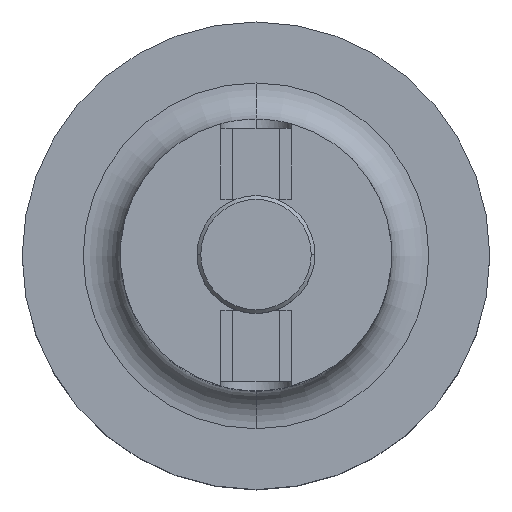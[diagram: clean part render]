
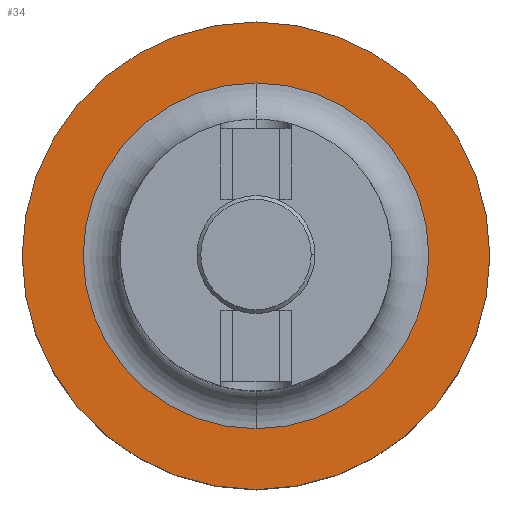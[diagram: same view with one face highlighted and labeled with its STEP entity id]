
A CAD part, top view. The second image highlights one B-rep face of the part: STEP entity #34.
In plain terms, the highlighted planar face has unit normal (0, 0, 1).
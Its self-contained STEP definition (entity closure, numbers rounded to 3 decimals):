
#34 = ADVANCED_FACE ( 'NONE', ( #1385, #211 ), #269, .T. ) ;
#45 = VERTEX_POINT ( 'NONE', #647 ) ;
#78 = DIRECTION ( 'NONE',  ( 0., -1., 0. ) ) ;
#136 = DIRECTION ( 'NONE',  ( 0., 0., -1. ) ) ;
#182 = EDGE_LOOP ( 'NONE', ( #307, #351 ) ) ;
#183 = EDGE_CURVE ( 'NONE', #45, #1520, #1388, .T. ) ;
#211 = FACE_OUTER_BOUND ( 'NONE', #182, .T. ) ;
#221 = CARTESIAN_POINT ( 'NONE',  ( 0., 0., 26. ) ) ;
#269 = PLANE ( 'NONE',  #474 ) ;
#307 = ORIENTED_EDGE ( 'NONE', *, *, #2266, .F. ) ;
#329 = CIRCLE ( 'NONE', #1357, 31.5 ) ;
#336 = EDGE_CURVE ( 'NONE', #2135, #809, #329, .T. ) ;
#351 = ORIENTED_EDGE ( 'NONE', *, *, #336, .F. ) ;
#393 = DIRECTION ( 'NONE',  ( 0., 0., -1. ) ) ;
#459 = CARTESIAN_POINT ( 'NONE',  ( 0., 18.288, 26. ) ) ;
#474 = AXIS2_PLACEMENT_3D ( 'NONE', #459, #1366, #78 ) ;
#480 = CARTESIAN_POINT ( 'NONE',  ( 0., 0., 26. ) ) ;
#647 = CARTESIAN_POINT ( 'NONE',  ( 0., 23.288, 26. ) ) ;
#649 = ORIENTED_EDGE ( 'NONE', *, *, #1410, .T. ) ;
#650 = DIRECTION ( 'NONE',  ( 0., 1., 0. ) ) ;
#662 = DIRECTION ( 'NONE',  ( 0., -1., 0. ) ) ;
#809 = VERTEX_POINT ( 'NONE', #882 ) ;
#810 = CARTESIAN_POINT ( 'NONE',  ( 0., 0., 26. ) ) ;
#816 = CIRCLE ( 'NONE', #1260, 31.5 ) ;
#882 = CARTESIAN_POINT ( 'NONE',  ( 0., 31.5, 26. ) ) ;
#1260 = AXIS2_PLACEMENT_3D ( 'NONE', #221, #1467, #1631 ) ;
#1334 = CARTESIAN_POINT ( 'NONE',  ( 0., -23.288, 26. ) ) ;
#1357 = AXIS2_PLACEMENT_3D ( 'NONE', #810, #2232, #650 ) ;
#1359 = CIRCLE ( 'NONE', #1902, 23.288 ) ;
#1366 = DIRECTION ( 'NONE',  ( 0., 0., 1. ) ) ;
#1385 = FACE_BOUND ( 'NONE', #1489, .T. ) ;
#1388 = CIRCLE ( 'NONE', #1644, 23.288 ) ;
#1410 = EDGE_CURVE ( 'NONE', #1520, #45, #1359, .T. ) ;
#1447 = DIRECTION ( 'NONE',  ( 0., -1., 0. ) ) ;
#1467 = DIRECTION ( 'NONE',  ( 0., 0., -1. ) ) ;
#1489 = EDGE_LOOP ( 'NONE', ( #649, #1713 ) ) ;
#1520 = VERTEX_POINT ( 'NONE', #1334 ) ;
#1631 = DIRECTION ( 'NONE',  ( 0., 1., 0. ) ) ;
#1644 = AXIS2_PLACEMENT_3D ( 'NONE', #480, #136, #662 ) ;
#1713 = ORIENTED_EDGE ( 'NONE', *, *, #183, .T. ) ;
#1902 = AXIS2_PLACEMENT_3D ( 'NONE', #2166, #393, #1447 ) ;
#1947 = CARTESIAN_POINT ( 'NONE',  ( 0., -31.5, 26. ) ) ;
#2135 = VERTEX_POINT ( 'NONE', #1947 ) ;
#2166 = CARTESIAN_POINT ( 'NONE',  ( 0., 0., 26. ) ) ;
#2232 = DIRECTION ( 'NONE',  ( 0., 0., -1. ) ) ;
#2266 = EDGE_CURVE ( 'NONE', #809, #2135, #816, .T. ) ;
